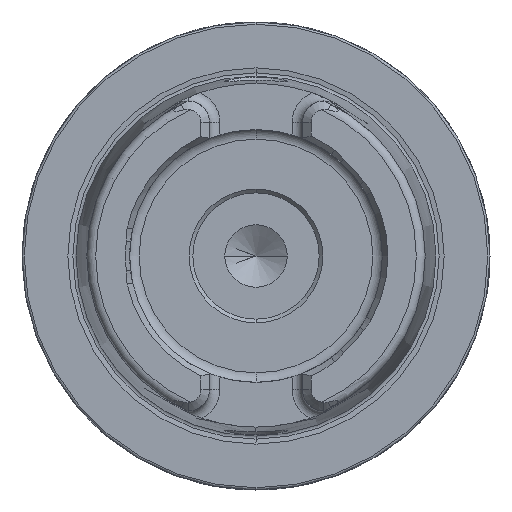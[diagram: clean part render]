
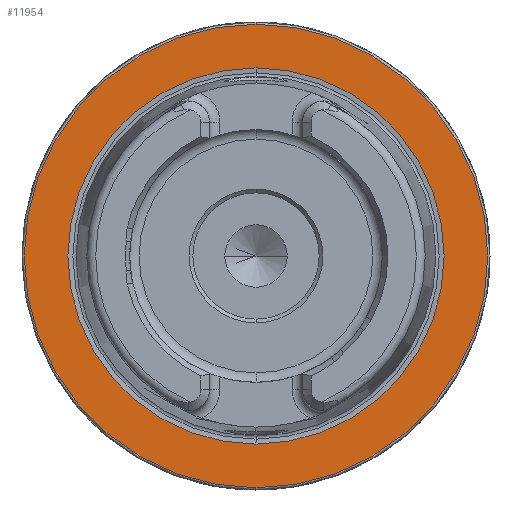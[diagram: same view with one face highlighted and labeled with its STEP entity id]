
A CAD part, left-side view. The second image highlights one B-rep face of the part: STEP entity #11954.
In plain terms, the highlighted planar face has unit normal (-1, 0, 0).
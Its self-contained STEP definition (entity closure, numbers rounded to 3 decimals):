
#2044 = DIRECTION ( 'NONE',  ( 0., 0., 1. ) ) ;
#4207 = CIRCLE ( 'NONE', #22573, 31.2 ) ;
#4306 = CARTESIAN_POINT ( 'NONE',  ( 0., 0., 0. ) ) ;
#4478 = CARTESIAN_POINT ( 'NONE',  ( 0., 0., 31.2 ) ) ;
#4664 = CIRCLE ( 'NONE', #27708, 25.324 ) ;
#5087 = CARTESIAN_POINT ( 'NONE',  ( 0., 0., 25.324 ) ) ;
#5264 = AXIS2_PLACEMENT_3D ( 'NONE', #4306, #11863, #21721 ) ;
#6731 = CARTESIAN_POINT ( 'NONE',  ( 0., 0., -25.324 ) ) ;
#9539 = CIRCLE ( 'NONE', #5264, 25.324 ) ;
#10161 = PLANE ( 'NONE',  #10963 ) ;
#10243 = VERTEX_POINT ( 'NONE', #5087 ) ;
#10411 = ORIENTED_EDGE ( 'NONE', *, *, #12520, .F. ) ;
#10963 = AXIS2_PLACEMENT_3D ( 'NONE', #25275, #24955, #30025 ) ;
#11658 = ORIENTED_EDGE ( 'NONE', *, *, #15707, .T. ) ;
#11863 = DIRECTION ( 'NONE',  ( -1., 0., 0. ) ) ;
#11954 = ADVANCED_FACE ( 'NONE', ( #14606, #19704 ), #10161, .F. ) ;
#12520 = EDGE_CURVE ( 'NONE', #26932, #10243, #9539, .T. ) ;
#12855 = CARTESIAN_POINT ( 'NONE',  ( 0., 0., -31.2 ) ) ;
#13944 = EDGE_CURVE ( 'NONE', #19188, #18135, #4207, .T. ) ;
#13996 = DIRECTION ( 'NONE',  ( 0., 0., 1. ) ) ;
#14207 = ORIENTED_EDGE ( 'NONE', *, *, #13944, .T. ) ;
#14336 = DIRECTION ( 'NONE',  ( 0., 0., 1. ) ) ;
#14606 = FACE_BOUND ( 'NONE', #28849, .T. ) ;
#15707 = EDGE_CURVE ( 'NONE', #18135, #19188, #25485, .T. ) ;
#18135 = VERTEX_POINT ( 'NONE', #4478 ) ;
#19117 = CARTESIAN_POINT ( 'NONE',  ( 0., 0., 0. ) ) ;
#19188 = VERTEX_POINT ( 'NONE', #12855 ) ;
#19240 = EDGE_CURVE ( 'NONE', #10243, #26932, #4664, .T. ) ;
#19458 = DIRECTION ( 'NONE',  ( -1., 0., 0. ) ) ;
#19704 = FACE_OUTER_BOUND ( 'NONE', #22538, .T. ) ;
#19748 = ORIENTED_EDGE ( 'NONE', *, *, #19240, .F. ) ;
#21721 = DIRECTION ( 'NONE',  ( 0., 0., 1. ) ) ;
#21757 = CARTESIAN_POINT ( 'NONE',  ( 0., 0., 0. ) ) ;
#22538 = EDGE_LOOP ( 'NONE', ( #11658, #14207 ) ) ;
#22573 = AXIS2_PLACEMENT_3D ( 'NONE', #19117, #29114, #14336 ) ;
#24178 = DIRECTION ( 'NONE',  ( -1., 0., 0. ) ) ;
#24955 = DIRECTION ( 'NONE',  ( 1., 0., 0. ) ) ;
#25275 = CARTESIAN_POINT ( 'NONE',  ( 0., 31.2, 0. ) ) ;
#25485 = CIRCLE ( 'NONE', #28639, 31.2 ) ;
#26932 = VERTEX_POINT ( 'NONE', #6731 ) ;
#27708 = AXIS2_PLACEMENT_3D ( 'NONE', #29403, #24178, #13996 ) ;
#28639 = AXIS2_PLACEMENT_3D ( 'NONE', #21757, #19458, #2044 ) ;
#28849 = EDGE_LOOP ( 'NONE', ( #19748, #10411 ) ) ;
#29114 = DIRECTION ( 'NONE',  ( -1., 0., 0. ) ) ;
#29403 = CARTESIAN_POINT ( 'NONE',  ( 0., 0., 0. ) ) ;
#30025 = DIRECTION ( 'NONE',  ( 0., 0., -1. ) ) ;
